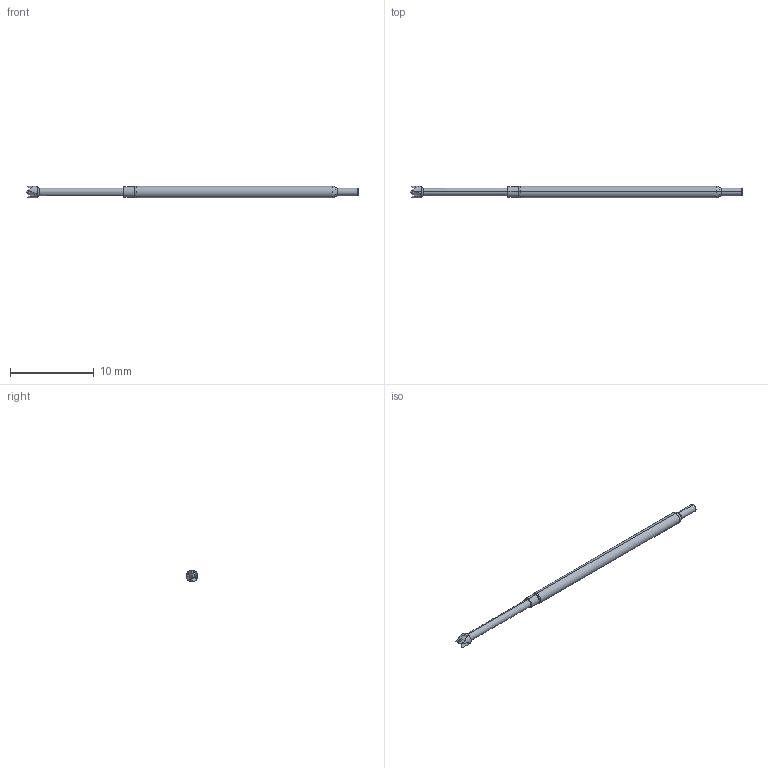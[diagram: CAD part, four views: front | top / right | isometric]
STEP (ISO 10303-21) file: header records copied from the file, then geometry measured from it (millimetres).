
FILE_DESCRIPTION (( 'STEP AP214' ), '1' );
FILE_NAME ('X75-PRP4005_.STEP', '2016-04-19T14:31:45', ( 'spare' ), ( '' ), 'SwSTEP 2.0', 'SolidWorks 2016', '' );
FILE_SCHEMA (( 'AUTOMOTIVE_DESIGN' ));
Length unit declared in the file: inch
Products named in the file (1): X75-PRP4005_
Bounding box: 39.62 x 1.39 x 1.39 mm (x, y, z)
Volume: 46.6 mm3; surface area: 154.3 mm2
Topology: 1 solids, 1 shells, 43 faces, 96 edges, 56 vertices
Faces by surface type: cone 16, torus 12, cylinder 12, plane 3
Entity records: 1829 total; most frequent: CARTESIAN_POINT 298, DIRECTION 204, ORIENTED_EDGE 192, EDGE_CURVE 96, AXIS2_PLACEMENT_3D 94, VERTEX_POINT 56, CIRCLE 50, UNCERTAINTY_MEASURE_WITH_UNIT 46
